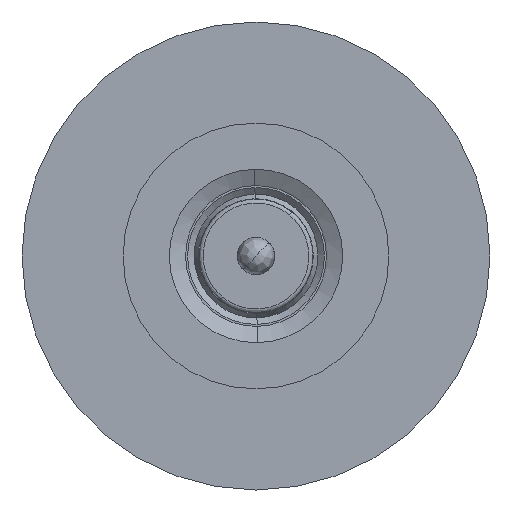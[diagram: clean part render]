
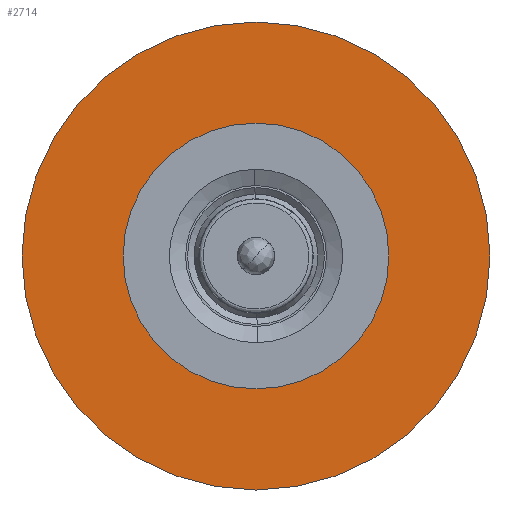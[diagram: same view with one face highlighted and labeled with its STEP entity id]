
A CAD part, front view. The second image highlights one B-rep face of the part: STEP entity #2714.
In plain terms, the highlighted planar face has unit normal (0, -1, 0).
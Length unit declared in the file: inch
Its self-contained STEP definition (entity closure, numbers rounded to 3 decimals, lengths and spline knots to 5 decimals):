
#7 = DIRECTION ( 'NONE',  ( 1., 0., 0. ) ) ;
#84 = DIRECTION ( 'NONE',  ( 0., 1., 0. ) ) ;
#85 = PLANE ( 'NONE',  #2759 ) ;
#97 = CARTESIAN_POINT ( 'NONE',  ( 0.02816, 0., -0.04677 ) ) ;
#211 = DIRECTION ( 'NONE',  ( -1., 0., 0. ) ) ;
#214 = DIRECTION ( 'NONE',  ( 0., -1., 0. ) ) ;
#215 = CARTESIAN_POINT ( 'NONE',  ( 0.02816, 0., -0.04677 ) ) ;
#397 = DIRECTION ( 'NONE',  ( -1., 0., 0. ) ) ;
#398 = DIRECTION ( 'NONE',  ( 0., -1., 0. ) ) ;
#399 = CARTESIAN_POINT ( 'NONE',  ( 0.02816, 0., -0.04677 ) ) ;
#402 = DIRECTION ( 'NONE',  ( 1., 0., 0. ) ) ;
#403 = DIRECTION ( 'NONE',  ( 0., 1., 0. ) ) ;
#405 = CARTESIAN_POINT ( 'NONE',  ( 0.02816, 0., -0.04677 ) ) ;
#410 = DIRECTION ( 'NONE',  ( 1., 0., 0. ) ) ;
#411 = DIRECTION ( 'NONE',  ( 0., 1., 0. ) ) ;
#412 = CARTESIAN_POINT ( 'NONE',  ( 0.02816, 0., -0.04677 ) ) ;
#567 = CIRCLE ( 'NONE', #3052, 0.335 ) ;
#1072 = CARTESIAN_POINT ( 'NONE',  ( -0.30684, 0., -0.04677 ) ) ;
#1150 = CARTESIAN_POINT ( 'NONE',  ( -0.56184, 0., -0.04677 ) ) ;
#1184 = CARTESIAN_POINT ( 'NONE',  ( 0.61816, 0., -0.04677 ) ) ;
#1255 = CARTESIAN_POINT ( 'NONE',  ( 0.36316, 0., -0.04677 ) ) ;
#1276 = ORIENTED_EDGE ( 'NONE', *, *, #2513, .F. ) ;
#1316 = ORIENTED_EDGE ( 'NONE', *, *, #2512, .F. ) ;
#1441 = ORIENTED_EDGE ( 'NONE', *, *, #2509, .F. ) ;
#1444 = ORIENTED_EDGE ( 'NONE', *, *, #2506, .F. ) ;
#1533 = EDGE_LOOP ( 'NONE', ( #1276, #1444 ) ) ;
#1574 = EDGE_LOOP ( 'NONE', ( #1316, #1441 ) ) ;
#1635 = VERTEX_POINT ( 'NONE', #1255 ) ;
#1692 = VERTEX_POINT ( 'NONE', #1150 ) ;
#1705 = VERTEX_POINT ( 'NONE', #1072 ) ;
#1746 = VERTEX_POINT ( 'NONE', #1184 ) ;
#2042 = FACE_OUTER_BOUND ( 'NONE', #1574, .T. ) ;
#2044 = FACE_BOUND ( 'NONE', #1533, .T. ) ;
#2312 = CIRCLE ( 'NONE', #2999, 0.335 ) ;
#2314 = CIRCLE ( 'NONE', #3003, 0.59 ) ;
#2317 = CIRCLE ( 'NONE', #3018, 0.59 ) ;
#2506 = EDGE_CURVE ( 'NONE', #1635, #1705, #567, .T. ) ;
#2509 = EDGE_CURVE ( 'NONE', #1746, #1692, #2317, .T. ) ;
#2512 = EDGE_CURVE ( 'NONE', #1692, #1746, #2314, .T. ) ;
#2513 = EDGE_CURVE ( 'NONE', #1705, #1635, #2312, .T. ) ;
#2714 = ADVANCED_FACE ( 'NONE', ( #2044, #2042 ), #85, .F. ) ;
#2759 = AXIS2_PLACEMENT_3D ( 'NONE', #97, #84, #7 ) ;
#2999 = AXIS2_PLACEMENT_3D ( 'NONE', #399, #398, #397 ) ;
#3003 = AXIS2_PLACEMENT_3D ( 'NONE', #405, #403, #402 ) ;
#3018 = AXIS2_PLACEMENT_3D ( 'NONE', #412, #411, #410 ) ;
#3052 = AXIS2_PLACEMENT_3D ( 'NONE', #215, #214, #211 ) ;
